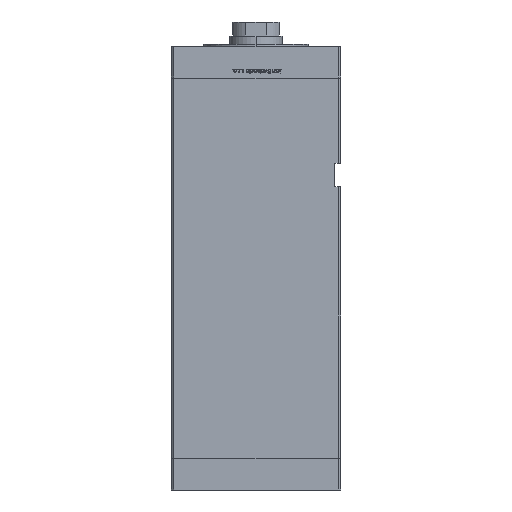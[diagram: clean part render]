
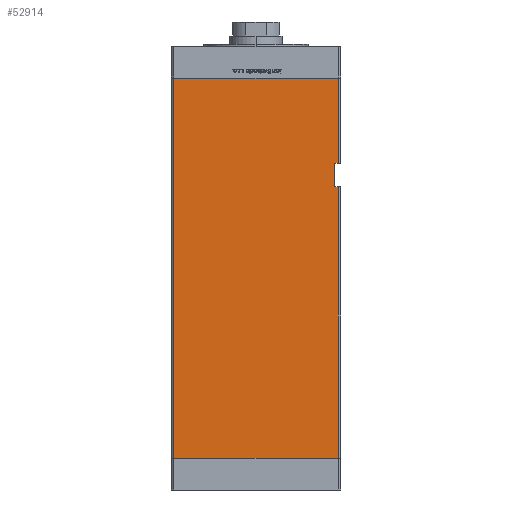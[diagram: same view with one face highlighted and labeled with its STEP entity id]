
A CAD part, left-side view. The second image highlights one B-rep face of the part: STEP entity #52914.
In plain terms, the highlighted planar face has unit normal (-1, 0, 0).
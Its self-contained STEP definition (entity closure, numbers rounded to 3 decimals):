
#284 = AXIS2_PLACEMENT_3D ( 'NONE', #33615, #25036, #29597 ) ;
#876 = FACE_OUTER_BOUND ( 'NONE', #17941, .T. ) ;
#911 = DIRECTION ( 'NONE',  ( 0., 0., -1. ) ) ;
#956 = VECTOR ( 'NONE', #24842, 1000. ) ;
#1773 = ORIENTED_EDGE ( 'NONE', *, *, #51533, .F. ) ;
#1885 = CARTESIAN_POINT ( 'NONE',  ( -85., -67.5, 233. ) ) ;
#1942 = ORIENTED_EDGE ( 'NONE', *, *, #13674, .F. ) ;
#2013 = EDGE_CURVE ( 'NONE', #45880, #40210, #29131, .T. ) ;
#2338 = EDGE_CURVE ( 'NONE', #6480, #29112, #49220, .T. ) ;
#3523 = CARTESIAN_POINT ( 'NONE',  ( -85., -67.5, 253. ) ) ;
#4436 = CARTESIAN_POINT ( 'NONE',  ( -85., 70.5, 326. ) ) ;
#4654 = CARTESIAN_POINT ( 'NONE',  ( -85., 70.5, 0. ) ) ;
#5424 = PLANE ( 'NONE',  #284 ) ;
#5912 = VECTOR ( 'NONE', #29881, 1000. ) ;
#6480 = VERTEX_POINT ( 'NONE', #1885 ) ;
#6510 = CARTESIAN_POINT ( 'NONE',  ( -85., -70.5, 233. ) ) ;
#7385 = CARTESIAN_POINT ( 'NONE',  ( -85., -70.5, 326. ) ) ;
#9039 = VECTOR ( 'NONE', #52238, 1000. ) ;
#11453 = LINE ( 'NONE', #40470, #18377 ) ;
#11721 = EDGE_CURVE ( 'NONE', #35138, #44899, #11453, .T. ) ;
#13674 = EDGE_CURVE ( 'NONE', #17195, #6480, #27030, .T. ) ;
#13906 = ORIENTED_EDGE ( 'NONE', *, *, #11721, .F. ) ;
#15661 = EDGE_CURVE ( 'NONE', #29112, #34831, #43937, .T. ) ;
#16862 = LINE ( 'NONE', #22707, #30017 ) ;
#16981 = LINE ( 'NONE', #4654, #5912 ) ;
#17195 = VERTEX_POINT ( 'NONE', #3523 ) ;
#17941 = EDGE_LOOP ( 'NONE', ( #35677, #36464, #1942, #21518, #13906, #1773, #43120, #19599 ) ) ;
#18377 = VECTOR ( 'NONE', #48525, 1000. ) ;
#18807 = CARTESIAN_POINT ( 'NONE',  ( -85., -70.5, 326. ) ) ;
#19599 = ORIENTED_EDGE ( 'NONE', *, *, #28961, .T. ) ;
#21037 = CARTESIAN_POINT ( 'NONE',  ( -85., -67.5, 253. ) ) ;
#21518 = ORIENTED_EDGE ( 'NONE', *, *, #40668, .T. ) ;
#22707 = CARTESIAN_POINT ( 'NONE',  ( -85., -67.5, 253. ) ) ;
#24842 = DIRECTION ( 'NONE',  ( 0., 0., -1. ) ) ;
#25036 = DIRECTION ( 'NONE',  ( 1., 0., 0. ) ) ;
#26682 = VECTOR ( 'NONE', #40637, 1000. ) ;
#27030 = LINE ( 'NONE', #21037, #41618 ) ;
#28961 = EDGE_CURVE ( 'NONE', #40210, #34831, #16981, .T. ) ;
#29112 = VERTEX_POINT ( 'NONE', #6510 ) ;
#29131 = LINE ( 'NONE', #50076, #956 ) ;
#29597 = DIRECTION ( 'NONE',  ( 0., 1., 0. ) ) ;
#29881 = DIRECTION ( 'NONE',  ( 0., -1., 0. ) ) ;
#30017 = VECTOR ( 'NONE', #37290, 1000. ) ;
#30766 = CARTESIAN_POINT ( 'NONE',  ( -85., -70.5, 253. ) ) ;
#33615 = CARTESIAN_POINT ( 'NONE',  ( -85., 70.5, 326. ) ) ;
#34831 = VERTEX_POINT ( 'NONE', #42861 ) ;
#35138 = VERTEX_POINT ( 'NONE', #18807 ) ;
#35677 = ORIENTED_EDGE ( 'NONE', *, *, #15661, .F. ) ;
#36464 = ORIENTED_EDGE ( 'NONE', *, *, #2338, .F. ) ;
#37198 = DIRECTION ( 'NONE',  ( 0., -1., 0. ) ) ;
#37290 = DIRECTION ( 'NONE',  ( 0., -1., 0. ) ) ;
#37399 = CARTESIAN_POINT ( 'NONE',  ( -85., -67.5, 233. ) ) ;
#40210 = VERTEX_POINT ( 'NONE', #50585 ) ;
#40470 = CARTESIAN_POINT ( 'NONE',  ( -85., -70.5, 326. ) ) ;
#40637 = DIRECTION ( 'NONE',  ( 0., -1., 0. ) ) ;
#40668 = EDGE_CURVE ( 'NONE', #17195, #44899, #16862, .T. ) ;
#40970 = LINE ( 'NONE', #4436, #52557 ) ;
#41618 = VECTOR ( 'NONE', #911, 1000. ) ;
#42133 = CARTESIAN_POINT ( 'NONE',  ( -85., 70.5, 326. ) ) ;
#42861 = CARTESIAN_POINT ( 'NONE',  ( -85., -70.5, 0. ) ) ;
#43120 = ORIENTED_EDGE ( 'NONE', *, *, #2013, .T. ) ;
#43937 = LINE ( 'NONE', #7385, #9039 ) ;
#44899 = VERTEX_POINT ( 'NONE', #30766 ) ;
#45880 = VERTEX_POINT ( 'NONE', #42133 ) ;
#48525 = DIRECTION ( 'NONE',  ( 0., 0., -1. ) ) ;
#49220 = LINE ( 'NONE', #37399, #26682 ) ;
#50076 = CARTESIAN_POINT ( 'NONE',  ( -85., 70.5, 326. ) ) ;
#50585 = CARTESIAN_POINT ( 'NONE',  ( -85., 70.5, 0. ) ) ;
#51533 = EDGE_CURVE ( 'NONE', #45880, #35138, #40970, .T. ) ;
#52238 = DIRECTION ( 'NONE',  ( 0., 0., -1. ) ) ;
#52557 = VECTOR ( 'NONE', #37198, 1000. ) ;
#52914 = ADVANCED_FACE ( 'NONE', ( #876 ), #5424, .F. ) ;
